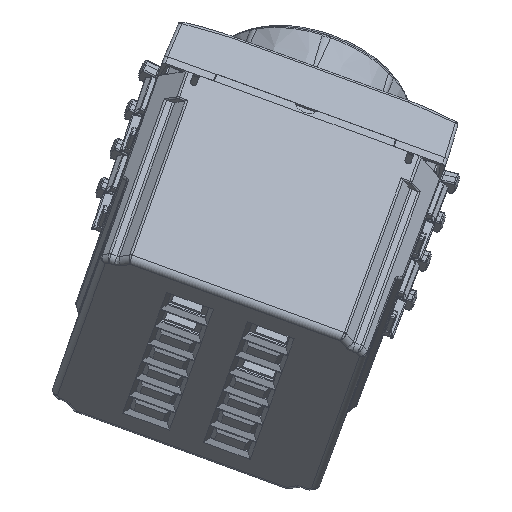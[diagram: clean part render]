
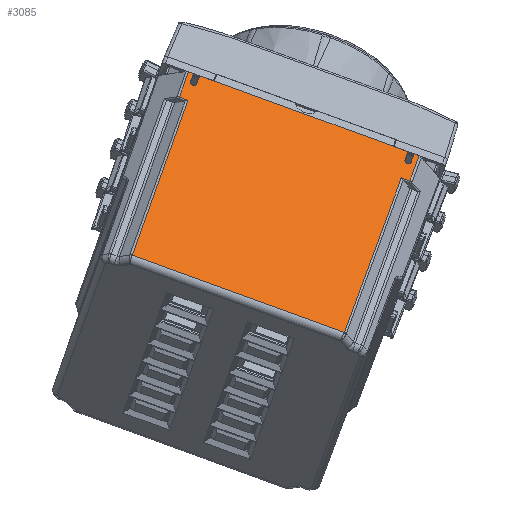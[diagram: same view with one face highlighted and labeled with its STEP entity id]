
A CAD part, left-side view. The second image highlights one B-rep face of the part: STEP entity #3085.
In plain terms, the highlighted face is planar.
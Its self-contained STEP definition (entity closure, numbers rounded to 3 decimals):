
#1179=CARTESIAN_POINT('Vertex',(22.153,16.817,-34.009)) ;
#1182=CARTESIAN_POINT('Line Origine',(22.153,0.,-34.009)) ;
#1186=CARTESIAN_POINT('Vertex',(22.153,-16.817,-34.009)) ;
#2832=CARTESIAN_POINT('Vertex',(22.45,18.293,0.)) ;
#2835=CARTESIAN_POINT('Line Origine',(22.297,18.23,-17.5)) ;
#2839=CARTESIAN_POINT('Vertex',(22.408,18.276,-4.802)) ;
#2919=CARTESIAN_POINT('Axis2P3D Location',(22.45,0.,0.)) ;
#2925=CARTESIAN_POINT('Control Point',(22.408,16.923,-4.802)) ;
#2926=CARTESIAN_POINT('Control Point',(22.153,16.817,-34.009)) ;
#2927=CARTESIAN_POINT('Vertex',(22.408,16.923,-4.802)) ;
#2930=CARTESIAN_POINT('Line Origine',(22.408,0.,-4.802)) ;
#2935=CARTESIAN_POINT('Line Origine',(22.45,0.,0.)) ;
#2939=CARTESIAN_POINT('Vertex',(22.45,17.5,0.)) ;
#2943=CARTESIAN_POINT('Control Point',(22.45,17.5,0.)) ;
#2944=CARTESIAN_POINT('Control Point',(22.436,17.486,-1.554)) ;
#2945=CARTESIAN_POINT('Vertex',(22.436,17.486,-1.554)) ;
#2949=CARTESIAN_POINT('Control Point',(22.433,17.036,-2.)) ;
#2950=CARTESIAN_POINT('Control Point',(22.433,17.212,-2.)) ;
#2951=CARTESIAN_POINT('Control Point',(22.433,17.39,-1.907)) ;
#2952=CARTESIAN_POINT('Control Point',(22.435,17.485,-1.73)) ;
#2953=CARTESIAN_POINT('Control Point',(22.436,17.486,-1.554)) ;
#2954=CARTESIAN_POINT('Vertex',(22.433,17.036,-2.)) ;
#2957=CARTESIAN_POINT('Line Origine',(22.433,0.,-2.)) ;
#2961=CARTESIAN_POINT('Vertex',(22.433,16.964,-2.)) ;
#2965=CARTESIAN_POINT('Control Point',(22.433,16.964,-2.)) ;
#2966=CARTESIAN_POINT('Control Point',(22.433,16.788,-2.)) ;
#2967=CARTESIAN_POINT('Control Point',(22.433,16.61,-1.907)) ;
#2968=CARTESIAN_POINT('Control Point',(22.435,16.515,-1.73)) ;
#2969=CARTESIAN_POINT('Control Point',(22.436,16.514,-1.554)) ;
#2970=CARTESIAN_POINT('Vertex',(22.436,16.514,-1.554)) ;
#2974=CARTESIAN_POINT('Control Point',(22.45,16.5,0.)) ;
#2975=CARTESIAN_POINT('Control Point',(22.436,16.514,-1.554)) ;
#2976=CARTESIAN_POINT('Vertex',(22.45,16.5,0.)) ;
#2979=CARTESIAN_POINT('Line Origine',(22.45,0.,0.)) ;
#2983=CARTESIAN_POINT('Vertex',(22.45,14.175,0.)) ;
#2986=CARTESIAN_POINT('Line Origine',(22.45,0.,0.)) ;
#2990=CARTESIAN_POINT('Vertex',(22.45,-14.175,0.)) ;
#2993=CARTESIAN_POINT('Line Origine',(22.45,0.,0.)) ;
#2997=CARTESIAN_POINT('Vertex',(22.45,-16.5,0.)) ;
#3001=CARTESIAN_POINT('Control Point',(22.45,-16.5,0.)) ;
#3002=CARTESIAN_POINT('Control Point',(22.436,-16.514,-1.554)) ;
#3003=CARTESIAN_POINT('Vertex',(22.436,-16.514,-1.554)) ;
#3007=CARTESIAN_POINT('Control Point',(22.433,-16.964,-2.)) ;
#3008=CARTESIAN_POINT('Control Point',(22.433,-16.788,-2.)) ;
#3009=CARTESIAN_POINT('Control Point',(22.433,-16.61,-1.907)) ;
#3010=CARTESIAN_POINT('Control Point',(22.435,-16.515,-1.73)) ;
#3011=CARTESIAN_POINT('Control Point',(22.436,-16.514,-1.554)) ;
#3012=CARTESIAN_POINT('Vertex',(22.433,-16.964,-2.)) ;
#3015=CARTESIAN_POINT('Line Origine',(22.433,0.,-2.)) ;
#3019=CARTESIAN_POINT('Vertex',(22.433,-17.036,-2.)) ;
#3023=CARTESIAN_POINT('Control Point',(22.433,-17.036,-2.)) ;
#3024=CARTESIAN_POINT('Control Point',(22.433,-17.212,-2.)) ;
#3025=CARTESIAN_POINT('Control Point',(22.433,-17.39,-1.907)) ;
#3026=CARTESIAN_POINT('Control Point',(22.435,-17.485,-1.73)) ;
#3027=CARTESIAN_POINT('Control Point',(22.436,-17.486,-1.554)) ;
#3028=CARTESIAN_POINT('Vertex',(22.436,-17.486,-1.554)) ;
#3032=CARTESIAN_POINT('Control Point',(22.45,-17.5,0.)) ;
#3033=CARTESIAN_POINT('Control Point',(22.436,-17.486,-1.554)) ;
#3034=CARTESIAN_POINT('Vertex',(22.45,-17.5,0.)) ;
#3037=CARTESIAN_POINT('Line Origine',(22.45,0.,0.)) ;
#3041=CARTESIAN_POINT('Vertex',(22.45,-18.293,0.)) ;
#3045=CARTESIAN_POINT('Control Point',(22.45,-18.293,0.)) ;
#3046=CARTESIAN_POINT('Control Point',(22.408,-18.276,-4.802)) ;
#3047=CARTESIAN_POINT('Vertex',(22.408,-18.276,-4.802)) ;
#3050=CARTESIAN_POINT('Line Origine',(22.408,0.,-4.802)) ;
#3054=CARTESIAN_POINT('Vertex',(22.408,-16.923,-4.802)) ;
#3058=CARTESIAN_POINT('Control Point',(22.408,-16.923,-4.802)) ;
#3059=CARTESIAN_POINT('Control Point',(22.153,-16.817,-34.009)) ;
#1183=DIRECTION('Vector Direction',(0.,-1.,0.)) ;
#2836=DIRECTION('Vector Direction',(-0.009,-0.004,-1.)) ;
#2920=DIRECTION('Axis2P3D Direction',(-1.,0.,0.009)) ;
#2921=DIRECTION('Axis2P3D XDirection',(0.,-1.,0.)) ;
#2931=DIRECTION('Vector Direction',(0.,-1.,0.)) ;
#2936=DIRECTION('Vector Direction',(0.,-1.,0.)) ;
#2958=DIRECTION('Vector Direction',(0.,-1.,0.)) ;
#2980=DIRECTION('Vector Direction',(0.,-1.,0.)) ;
#2987=DIRECTION('Vector Direction',(0.,-1.,0.)) ;
#2994=DIRECTION('Vector Direction',(0.,-1.,0.)) ;
#3016=DIRECTION('Vector Direction',(0.,-1.,0.)) ;
#3038=DIRECTION('Vector Direction',(0.,-1.,0.)) ;
#3051=DIRECTION('Vector Direction',(0.,-1.,0.)) ;
#2922=AXIS2_PLACEMENT_3D('Plane Axis2P3D',#2919,#2920,#2921) ;
#3062=ORIENTED_EDGE('',*,*,#1188,.T.) ;
#3063=ORIENTED_EDGE('',*,*,#2929,.T.) ;
#3064=ORIENTED_EDGE('',*,*,#2934,.F.) ;
#3065=ORIENTED_EDGE('',*,*,#2841,.T.) ;
#3066=ORIENTED_EDGE('',*,*,#2941,.T.) ;
#3067=ORIENTED_EDGE('',*,*,#2947,.T.) ;
#3068=ORIENTED_EDGE('',*,*,#2956,.F.) ;
#3069=ORIENTED_EDGE('',*,*,#2963,.F.) ;
#3070=ORIENTED_EDGE('',*,*,#2972,.T.) ;
#3071=ORIENTED_EDGE('',*,*,#2978,.F.) ;
#3072=ORIENTED_EDGE('',*,*,#2985,.T.) ;
#3073=ORIENTED_EDGE('',*,*,#2992,.F.) ;
#3074=ORIENTED_EDGE('',*,*,#2999,.T.) ;
#3075=ORIENTED_EDGE('',*,*,#3005,.T.) ;
#3076=ORIENTED_EDGE('',*,*,#3014,.F.) ;
#3077=ORIENTED_EDGE('',*,*,#3021,.F.) ;
#3078=ORIENTED_EDGE('',*,*,#3030,.T.) ;
#3079=ORIENTED_EDGE('',*,*,#3036,.F.) ;
#3080=ORIENTED_EDGE('',*,*,#3043,.T.) ;
#3081=ORIENTED_EDGE('',*,*,#3049,.F.) ;
#3082=ORIENTED_EDGE('',*,*,#3056,.F.) ;
#3083=ORIENTED_EDGE('',*,*,#3060,.T.) ;
#1184=VECTOR('Line Direction',#1183,1.) ;
#2837=VECTOR('Line Direction',#2836,1.) ;
#2932=VECTOR('Line Direction',#2931,1.) ;
#2937=VECTOR('Line Direction',#2936,1.) ;
#2959=VECTOR('Line Direction',#2958,1.) ;
#2981=VECTOR('Line Direction',#2980,1.) ;
#2988=VECTOR('Line Direction',#2987,1.) ;
#2995=VECTOR('Line Direction',#2994,1.) ;
#3017=VECTOR('Line Direction',#3016,1.) ;
#3039=VECTOR('Line Direction',#3038,1.) ;
#3052=VECTOR('Line Direction',#3051,1.) ;
#3085=ADVANCED_FACE('PartBody',(#3084),#2923,.F.) ;
#2924=B_SPLINE_CURVE_WITH_KNOTS('',1,(#2925,#2926),.UNSPECIFIED.,.F.,.U.,(2,2),(-12.699,16.509),.UNSPECIFIED.) ;
#2942=B_SPLINE_CURVE_WITH_KNOTS('',1,(#2943,#2944),.UNSPECIFIED.,.F.,.U.,(2,2),(-0.777,0.777),.UNSPECIFIED.) ;
#2948=B_SPLINE_CURVE_WITH_KNOTS('',4,(#2949,#2950,#2951,#2952,#2953),.UNSPECIFIED.,.F.,.U.,(5,5),(0.,0.994),.UNSPECIFIED.) ;
#2964=B_SPLINE_CURVE_WITH_KNOTS('',4,(#2965,#2966,#2967,#2968,#2969),.UNSPECIFIED.,.F.,.U.,(5,5),(0.,0.994),.UNSPECIFIED.) ;
#2973=B_SPLINE_CURVE_WITH_KNOTS('',1,(#2974,#2975),.UNSPECIFIED.,.F.,.U.,(2,2),(-0.777,0.777),.UNSPECIFIED.) ;
#3000=B_SPLINE_CURVE_WITH_KNOTS('',1,(#3001,#3002),.UNSPECIFIED.,.F.,.U.,(2,2),(-0.777,0.777),.UNSPECIFIED.) ;
#3006=B_SPLINE_CURVE_WITH_KNOTS('',4,(#3007,#3008,#3009,#3010,#3011),.UNSPECIFIED.,.F.,.U.,(5,5),(0.,0.994),.UNSPECIFIED.) ;
#3022=B_SPLINE_CURVE_WITH_KNOTS('',4,(#3023,#3024,#3025,#3026,#3027),.UNSPECIFIED.,.F.,.U.,(5,5),(0.,0.994),.UNSPECIFIED.) ;
#3031=B_SPLINE_CURVE_WITH_KNOTS('',1,(#3032,#3033),.UNSPECIFIED.,.F.,.U.,(2,2),(-0.777,0.777),.UNSPECIFIED.) ;
#3044=B_SPLINE_CURVE_WITH_KNOTS('',1,(#3045,#3046),.UNSPECIFIED.,.F.,.U.,(2,2),(-17.501,-12.699),.UNSPECIFIED.) ;
#3057=B_SPLINE_CURVE_WITH_KNOTS('',1,(#3058,#3059),.UNSPECIFIED.,.F.,.U.,(2,2),(-12.699,16.509),.UNSPECIFIED.) ;
#1188=EDGE_CURVE('',#1187,#1180,#1185,.F.) ;
#2841=EDGE_CURVE('',#2840,#2833,#2838,.F.) ;
#2929=EDGE_CURVE('',#1180,#2928,#2924,.F.) ;
#2934=EDGE_CURVE('',#2840,#2928,#2933,.T.) ;
#2941=EDGE_CURVE('',#2833,#2940,#2938,.T.) ;
#2947=EDGE_CURVE('',#2940,#2946,#2942,.T.) ;
#2956=EDGE_CURVE('',#2955,#2946,#2948,.T.) ;
#2963=EDGE_CURVE('',#2962,#2955,#2960,.F.) ;
#2972=EDGE_CURVE('',#2962,#2971,#2964,.T.) ;
#2978=EDGE_CURVE('',#2977,#2971,#2973,.T.) ;
#2985=EDGE_CURVE('',#2977,#2984,#2982,.T.) ;
#2992=EDGE_CURVE('',#2991,#2984,#2989,.F.) ;
#2999=EDGE_CURVE('',#2991,#2998,#2996,.T.) ;
#3005=EDGE_CURVE('',#2998,#3004,#3000,.T.) ;
#3014=EDGE_CURVE('',#3013,#3004,#3006,.T.) ;
#3021=EDGE_CURVE('',#3020,#3013,#3018,.F.) ;
#3030=EDGE_CURVE('',#3020,#3029,#3022,.T.) ;
#3036=EDGE_CURVE('',#3035,#3029,#3031,.T.) ;
#3043=EDGE_CURVE('',#3035,#3042,#3040,.T.) ;
#3049=EDGE_CURVE('',#3048,#3042,#3044,.F.) ;
#3056=EDGE_CURVE('',#3055,#3048,#3053,.T.) ;
#3060=EDGE_CURVE('',#3055,#1187,#3057,.T.) ;
#3061=EDGE_LOOP('',(#3062,#3063,#3064,#3065,#3066,#3067,#3068,#3069,#3070,#3071,#3072,#3073,#3074,#3075,#3076,#3077,#3078,#3079,#3080,#3081,#3082,#3083)) ;
#3084=FACE_OUTER_BOUND('',#3061,.T.) ;
#1185=LINE('Line',#1182,#1184) ;
#2838=LINE('Line',#2835,#2837) ;
#2933=LINE('Line',#2930,#2932) ;
#2938=LINE('Line',#2935,#2937) ;
#2960=LINE('Line',#2957,#2959) ;
#2982=LINE('Line',#2979,#2981) ;
#2989=LINE('Line',#2986,#2988) ;
#2996=LINE('Line',#2993,#2995) ;
#3018=LINE('Line',#3015,#3017) ;
#3040=LINE('Line',#3037,#3039) ;
#3053=LINE('Line',#3050,#3052) ;
#2923=PLANE('',#2922) ;
#1180=VERTEX_POINT('',#1179) ;
#1187=VERTEX_POINT('',#1186) ;
#2833=VERTEX_POINT('',#2832) ;
#2840=VERTEX_POINT('',#2839) ;
#2928=VERTEX_POINT('',#2927) ;
#2940=VERTEX_POINT('',#2939) ;
#2946=VERTEX_POINT('',#2945) ;
#2955=VERTEX_POINT('',#2954) ;
#2962=VERTEX_POINT('',#2961) ;
#2971=VERTEX_POINT('',#2970) ;
#2977=VERTEX_POINT('',#2976) ;
#2984=VERTEX_POINT('',#2983) ;
#2991=VERTEX_POINT('',#2990) ;
#2998=VERTEX_POINT('',#2997) ;
#3004=VERTEX_POINT('',#3003) ;
#3013=VERTEX_POINT('',#3012) ;
#3020=VERTEX_POINT('',#3019) ;
#3029=VERTEX_POINT('',#3028) ;
#3035=VERTEX_POINT('',#3034) ;
#3042=VERTEX_POINT('',#3041) ;
#3048=VERTEX_POINT('',#3047) ;
#3055=VERTEX_POINT('',#3054) ;
